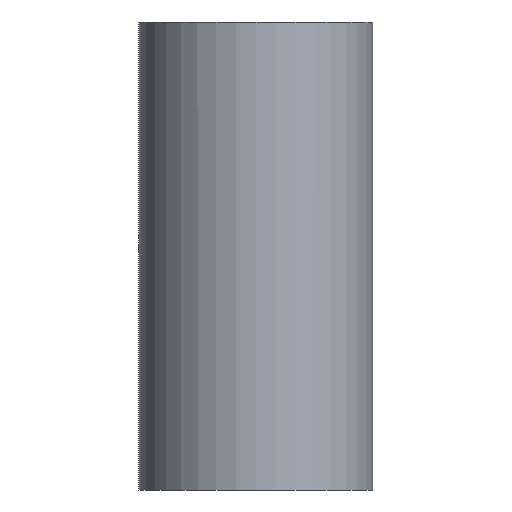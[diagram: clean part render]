
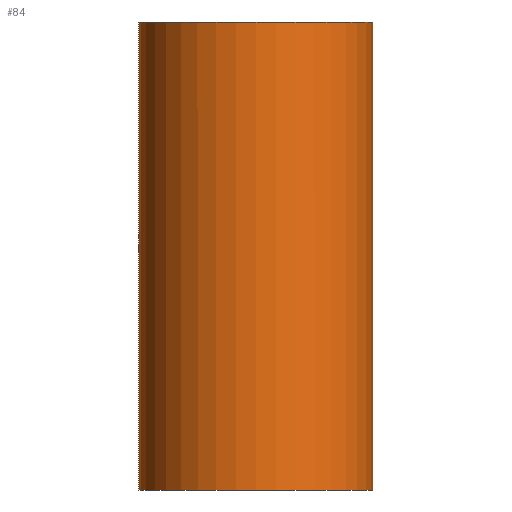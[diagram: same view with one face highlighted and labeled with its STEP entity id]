
A CAD part, front view. The second image highlights one B-rep face of the part: STEP entity #84.
In plain terms, the highlighted cylindrical face has radius 17.5 mm (diameter 35 mm), a full revolution.
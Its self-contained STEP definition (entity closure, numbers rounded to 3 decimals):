
#20=LINE('',#163,#22);
#22=VECTOR('',#141,17.5);
#24=CYLINDRICAL_SURFACE('',#111,17.5);
#30=FACE_OUTER_BOUND('',#37,.T.);
#37=EDGE_LOOP('',(#74,#75,#76,#77));
#43=CIRCLE('',#107,17.5);
#44=CIRCLE('',#109,17.5);
#49=VERTEX_POINT('',#156);
#50=VERTEX_POINT('',#159);
#57=EDGE_CURVE('',#49,#49,#43,.T.);
#58=EDGE_CURVE('',#50,#50,#44,.T.);
#59=EDGE_CURVE('',#49,#50,#20,.T.);
#74=ORIENTED_EDGE('',*,*,#57,.F.);
#75=ORIENTED_EDGE('',*,*,#59,.T.);
#76=ORIENTED_EDGE('',*,*,#58,.F.);
#77=ORIENTED_EDGE('',*,*,#59,.F.);
#84=ADVANCED_FACE('',(#30),#24,.T.);
#107=AXIS2_PLACEMENT_3D('',#157,#131,#132);
#109=AXIS2_PLACEMENT_3D('',#160,#135,#136);
#111=AXIS2_PLACEMENT_3D('',#162,#139,#140);
#131=DIRECTION('center_axis',(0.,0.,1.));
#132=DIRECTION('ref_axis',(1.,0.,0.));
#135=DIRECTION('center_axis',(0.,0.,-1.));
#136=DIRECTION('ref_axis',(1.,0.,0.));
#139=DIRECTION('center_axis',(0.,0.,1.));
#140=DIRECTION('ref_axis',(1.,0.,0.));
#141=DIRECTION('',(0.,0.,-1.));
#156=CARTESIAN_POINT('',(-17.5,0.,50.));
#157=CARTESIAN_POINT('Origin',(0.,0.,50.));
#159=CARTESIAN_POINT('',(-17.5,0.,-20.));
#160=CARTESIAN_POINT('Origin',(0.,0.,-20.));
#162=CARTESIAN_POINT('Origin',(0.,0.,25.));
#163=CARTESIAN_POINT('',(-17.5,0.,25.));
